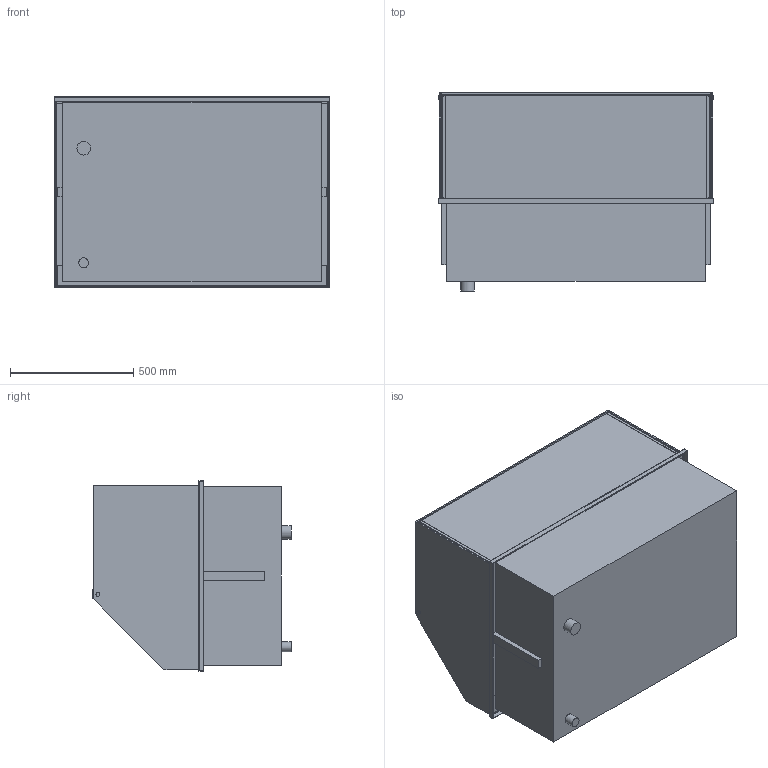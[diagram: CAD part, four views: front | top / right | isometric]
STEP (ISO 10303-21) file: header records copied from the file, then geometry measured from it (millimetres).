
FILE_DESCRIPTION(/* description */ ('Einbaukühlvitrine: zentralgekühlt'),/* implementation_level */ '2;1');
FILE_NAME(/* name */ '3D-AKE-00006134.stp',/* time_stamp */ '2022-03-24T08:48:55+01:00',/* author */ ('julian.lux'),/* organization */ (''),/* preprocessor_version */ 'ST-DEVELOPER v18',/* originating_system */ 'Autodesk Inventor 2020',/* authorisation */ '');
FILE_SCHEMA (('AUTOMOTIVE_DESIGN { 1 0 10303 214 3 1 1 }'));
Length unit declared in the file: millimetre
Products named in the file (1): 3D-AKE-00006134
Bounding box: 1120 x 806 x 773 mm (x, y, z)
Volume: 100529318 mm3; surface area: 11494951.2 mm2
Topology: 25 solids, 25 shells, 231 faces, 543 edges, 368 vertices
Faces by surface type: plane 216, cylinder 15
Full cylindrical faces by diameter (mm): 6 x2, 16 x2, 25 x3, 40 x1, 55 x1
Entity records: 6643 total; most frequent: CARTESIAN_POINT 1143, ORIENTED_EDGE 1086, DIRECTION 1055, EDGE_CURVE 543, LINE 495, VECTOR 495, VERTEX_POINT 368, AXIS2_PLACEMENT_3D 280
